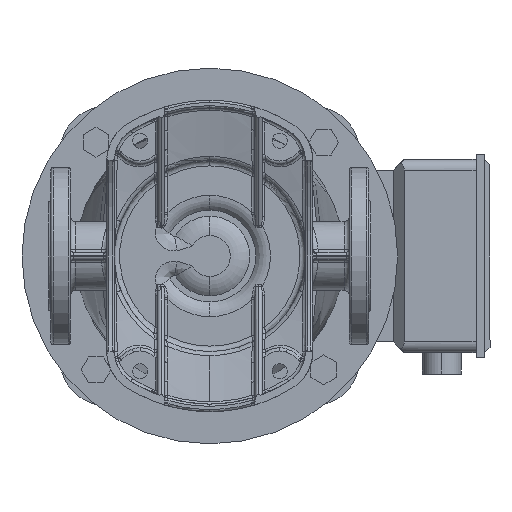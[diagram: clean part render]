
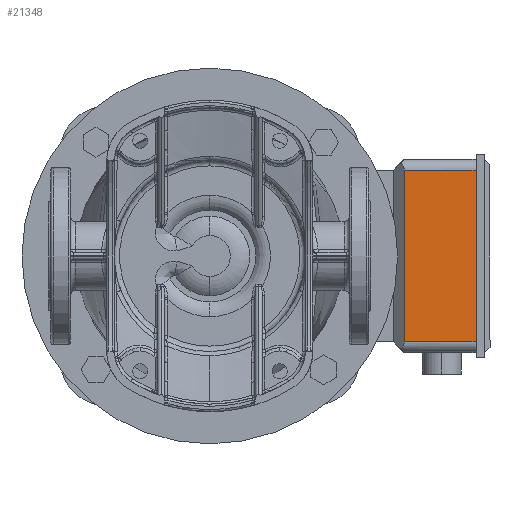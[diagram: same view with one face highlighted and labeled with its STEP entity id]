
A CAD part, front view. The second image highlights one B-rep face of the part: STEP entity #21348.
In plain terms, the highlighted face is planar.
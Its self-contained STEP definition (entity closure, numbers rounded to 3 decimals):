
#518 = LINE ( 'NONE', #22408, #6967 ) ;
#1150 = VERTEX_POINT ( 'NONE', #26053 ) ;
#3328 = VECTOR ( 'NONE', #75719, 1000. ) ;
#3785 = CARTESIAN_POINT ( 'NONE',  ( 80., -526.427, -176. ) ) ;
#5903 = LINE ( 'NONE', #17041, #3328 ) ;
#6748 = PLANE ( 'NONE',  #58064 ) ;
#6967 = VECTOR ( 'NONE', #34669, 1000. ) ;
#10671 = LINE ( 'NONE', #3785, #39794 ) ;
#11935 = CARTESIAN_POINT ( 'NONE',  ( 80., 181., -176. ) ) ;
#12593 = VERTEX_POINT ( 'NONE', #18750 ) ;
#17041 = CARTESIAN_POINT ( 'NONE',  ( -80., -526.427, -176. ) ) ;
#17888 = FACE_OUTER_BOUND ( 'NONE', #49900, .T. ) ;
#18750 = CARTESIAN_POINT ( 'NONE',  ( 80., 248., -176. ) ) ;
#21348 = ADVANCED_FACE ( 'NONE', ( #17888 ), #6748, .T. ) ;
#22408 = CARTESIAN_POINT ( 'NONE',  ( -90., 248., -176. ) ) ;
#23820 = EDGE_CURVE ( 'NONE', #69628, #34283, #73234, .T. ) ;
#24253 = ORIENTED_EDGE ( 'NONE', *, *, #23820, .T. ) ;
#26053 = CARTESIAN_POINT ( 'NONE',  ( -80., 248., -176. ) ) ;
#28630 = DIRECTION ( 'NONE',  ( 0., 0., 1. ) ) ;
#34283 = VERTEX_POINT ( 'NONE', #11935 ) ;
#34669 = DIRECTION ( 'NONE',  ( 1., 0., 0. ) ) ;
#35831 = VECTOR ( 'NONE', #45991, 1000. ) ;
#39266 = EDGE_CURVE ( 'NONE', #34283, #12593, #10671, .T. ) ;
#39794 = VECTOR ( 'NONE', #62457, 1000. ) ;
#40788 = ORIENTED_EDGE ( 'NONE', *, *, #39266, .T. ) ;
#44415 = EDGE_CURVE ( 'NONE', #1150, #69628, #5903, .T. ) ;
#45991 = DIRECTION ( 'NONE',  ( 1., 0., 0. ) ) ;
#46641 = CARTESIAN_POINT ( 'NONE',  ( -80., 181., -176. ) ) ;
#47806 = ORIENTED_EDGE ( 'NONE', *, *, #44415, .T. ) ;
#47833 = DIRECTION ( 'NONE',  ( 1., 0., 0. ) ) ;
#49900 = EDGE_LOOP ( 'NONE', ( #62278, #47806, #24253, #40788 ) ) ;
#58064 = AXIS2_PLACEMENT_3D ( 'NONE', #58931, #28630, #47833 ) ;
#58931 = CARTESIAN_POINT ( 'NONE',  ( -90., -526.427, -176. ) ) ;
#62278 = ORIENTED_EDGE ( 'NONE', *, *, #74661, .F. ) ;
#62457 = DIRECTION ( 'NONE',  ( 0., 1., 0. ) ) ;
#67477 = CARTESIAN_POINT ( 'NONE',  ( -90., 181., -176. ) ) ;
#69628 = VERTEX_POINT ( 'NONE', #46641 ) ;
#73234 = LINE ( 'NONE', #67477, #35831 ) ;
#74661 = EDGE_CURVE ( 'NONE', #1150, #12593, #518, .T. ) ;
#75719 = DIRECTION ( 'NONE',  ( 0., -1., 0. ) ) ;
